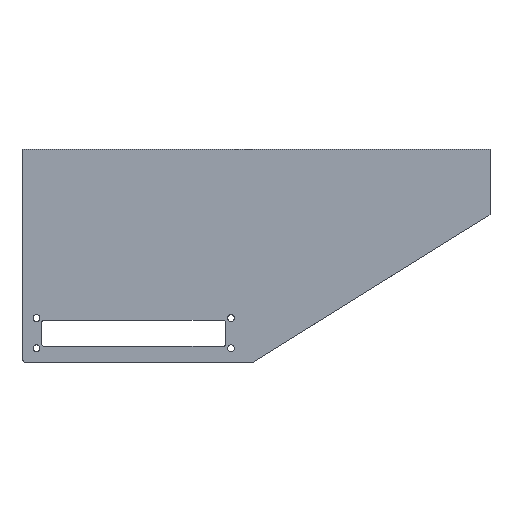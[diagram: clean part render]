
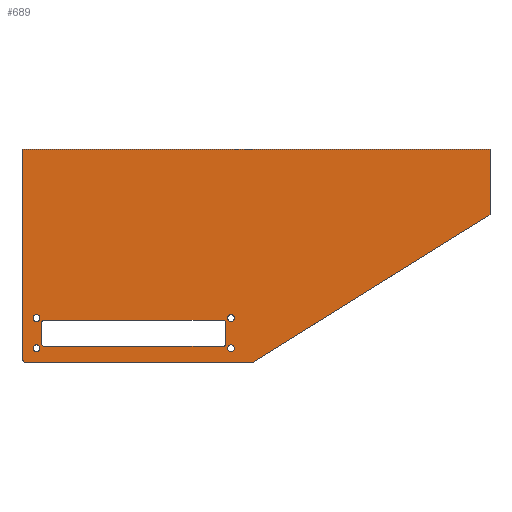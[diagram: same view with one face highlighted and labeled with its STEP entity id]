
A CAD part, top view. The second image highlights one B-rep face of the part: STEP entity #689.
In plain terms, the highlighted planar face has unit normal (0, 0, 1).
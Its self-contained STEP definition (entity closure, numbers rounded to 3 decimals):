
#49=CARTESIAN_POINT('Vertex',(153.858,-22.5,2.)) ;
#52=CARTESIAN_POINT('Line Origine',(68.929,-22.5,2.)) ;
#56=CARTESIAN_POINT('Vertex',(-16.,-22.5,2.)) ;
#76=CARTESIAN_POINT('Axis2P3D Location',(153.858,-18.5,2.)) ;
#80=CARTESIAN_POINT('Vertex',(155.97,-21.897,2.)) ;
#107=CARTESIAN_POINT('Axis2P3D Location',(-16.,-18.5,2.)) ;
#111=CARTESIAN_POINT('Vertex',(-20.,-18.5,2.)) ;
#149=CARTESIAN_POINT('Vertex',(336.,90.,2.)) ;
#152=CARTESIAN_POINT('Line Origine',(245.985,34.051,2.)) ;
#180=CARTESIAN_POINT('Vertex',(336.,140.,2.)) ;
#183=CARTESIAN_POINT('Line Origine',(336.,115.,2.)) ;
#211=CARTESIAN_POINT('Vertex',(-20.,140.,2.)) ;
#214=CARTESIAN_POINT('Line Origine',(158.,140.,2.)) ;
#231=CARTESIAN_POINT('Line Origine',(-20.,60.75,2.)) ;
#253=CARTESIAN_POINT('Line Origine',(65.,10.,2.)) ;
#257=CARTESIAN_POINT('Vertex',(133.,10.,2.)) ;
#259=CARTESIAN_POINT('Vertex',(-3.,10.,2.)) ;
#297=CARTESIAN_POINT('Vertex',(135.,8.,2.)) ;
#302=CARTESIAN_POINT('Axis2P3D Location',(133.,8.,2.)) ;
#324=CARTESIAN_POINT('Axis2P3D Location',(-3.,8.,2.)) ;
#328=CARTESIAN_POINT('Vertex',(-5.,8.,2.)) ;
#359=CARTESIAN_POINT('Vertex',(135.,-8.,2.)) ;
#364=CARTESIAN_POINT('Line Origine',(135.,0.,2.)) ;
#390=CARTESIAN_POINT('Vertex',(133.,-10.,2.)) ;
#395=CARTESIAN_POINT('Axis2P3D Location',(133.,-8.,2.)) ;
#428=CARTESIAN_POINT('Vertex',(-3.,-10.,2.)) ;
#431=CARTESIAN_POINT('Line Origine',(65.,-10.,2.)) ;
#452=CARTESIAN_POINT('Vertex',(-5.,-8.,2.)) ;
#457=CARTESIAN_POINT('Axis2P3D Location',(-3.,-8.,2.)) ;
#484=CARTESIAN_POINT('Line Origine',(-5.,0.,2.)) ;
#593=CARTESIAN_POINT('Axis2P3D Location',(0.,0.,2.)) ;
#617=CARTESIAN_POINT('Axis2P3D Location',(-9.,11.5,2.)) ;
#621=CARTESIAN_POINT('Vertex',(-6.4,11.5,2.)) ;
#623=CARTESIAN_POINT('Vertex',(-11.6,11.5,2.)) ;
#626=CARTESIAN_POINT('Axis2P3D Location',(-9.,11.5,2.)) ;
#635=CARTESIAN_POINT('Axis2P3D Location',(139.,11.5,2.)) ;
#639=CARTESIAN_POINT('Vertex',(141.6,11.5,2.)) ;
#641=CARTESIAN_POINT('Vertex',(136.4,11.5,2.)) ;
#644=CARTESIAN_POINT('Axis2P3D Location',(139.,11.5,2.)) ;
#653=CARTESIAN_POINT('Axis2P3D Location',(139.,-11.5,2.)) ;
#657=CARTESIAN_POINT('Vertex',(141.6,-11.5,2.)) ;
#659=CARTESIAN_POINT('Vertex',(136.4,-11.5,2.)) ;
#662=CARTESIAN_POINT('Axis2P3D Location',(139.,-11.5,2.)) ;
#671=CARTESIAN_POINT('Axis2P3D Location',(-9.,-11.5,2.)) ;
#675=CARTESIAN_POINT('Vertex',(-6.4,-11.5,2.)) ;
#677=CARTESIAN_POINT('Vertex',(-11.6,-11.5,2.)) ;
#680=CARTESIAN_POINT('Axis2P3D Location',(-9.,-11.5,2.)) ;
#54=VECTOR('Line Direction',#53,1.) ;
#154=VECTOR('Line Direction',#153,1.) ;
#185=VECTOR('Line Direction',#184,1.) ;
#216=VECTOR('Line Direction',#215,1.) ;
#233=VECTOR('Line Direction',#232,1.) ;
#255=VECTOR('Line Direction',#254,1.) ;
#366=VECTOR('Line Direction',#365,1.) ;
#433=VECTOR('Line Direction',#432,1.) ;
#486=VECTOR('Line Direction',#485,1.) ;
#53=DIRECTION('Vector Direction',(1.,0.,0.)) ;
#77=DIRECTION('Axis2P3D Direction',(0.,0.,1.)) ;
#108=DIRECTION('Axis2P3D Direction',(0.,0.,1.)) ;
#153=DIRECTION('Vector Direction',(0.849,0.528,0.)) ;
#184=DIRECTION('Vector Direction',(0.,1.,0.)) ;
#215=DIRECTION('Vector Direction',(-1.,0.,0.)) ;
#232=DIRECTION('Vector Direction',(0.,-1.,0.)) ;
#254=DIRECTION('Vector Direction',(1.,0.,0.)) ;
#303=DIRECTION('Axis2P3D Direction',(0.,0.,1.)) ;
#325=DIRECTION('Axis2P3D Direction',(0.,-0.,1.)) ;
#365=DIRECTION('Vector Direction',(0.,1.,0.)) ;
#396=DIRECTION('Axis2P3D Direction',(0.,0.,1.)) ;
#432=DIRECTION('Vector Direction',(-1.,0.,0.)) ;
#458=DIRECTION('Axis2P3D Direction',(0.,0.,1.)) ;
#485=DIRECTION('Vector Direction',(0.,-1.,0.)) ;
#594=DIRECTION('Axis2P3D Direction',(0.,0.,1.)) ;
#595=DIRECTION('Axis2P3D XDirection',(1.,0.,0.)) ;
#618=DIRECTION('Axis2P3D Direction',(0.,0.,1.)) ;
#627=DIRECTION('Axis2P3D Direction',(0.,0.,1.)) ;
#636=DIRECTION('Axis2P3D Direction',(0.,0.,1.)) ;
#645=DIRECTION('Axis2P3D Direction',(0.,0.,1.)) ;
#654=DIRECTION('Axis2P3D Direction',(0.,0.,1.)) ;
#663=DIRECTION('Axis2P3D Direction',(0.,0.,1.)) ;
#672=DIRECTION('Axis2P3D Direction',(0.,0.,1.)) ;
#681=DIRECTION('Axis2P3D Direction',(0.,0.,1.)) ;
#78=AXIS2_PLACEMENT_3D('Circle Axis2P3D',#76,#77,$) ;
#109=AXIS2_PLACEMENT_3D('Circle Axis2P3D',#107,#108,$) ;
#304=AXIS2_PLACEMENT_3D('Circle Axis2P3D',#302,#303,$) ;
#326=AXIS2_PLACEMENT_3D('Circle Axis2P3D',#324,#325,$) ;
#397=AXIS2_PLACEMENT_3D('Circle Axis2P3D',#395,#396,$) ;
#459=AXIS2_PLACEMENT_3D('Circle Axis2P3D',#457,#458,$) ;
#596=AXIS2_PLACEMENT_3D('Plane Axis2P3D',#593,#594,#595) ;
#619=AXIS2_PLACEMENT_3D('Circle Axis2P3D',#617,#618,$) ;
#628=AXIS2_PLACEMENT_3D('Circle Axis2P3D',#626,#627,$) ;
#637=AXIS2_PLACEMENT_3D('Circle Axis2P3D',#635,#636,$) ;
#646=AXIS2_PLACEMENT_3D('Circle Axis2P3D',#644,#645,$) ;
#655=AXIS2_PLACEMENT_3D('Circle Axis2P3D',#653,#654,$) ;
#664=AXIS2_PLACEMENT_3D('Circle Axis2P3D',#662,#663,$) ;
#673=AXIS2_PLACEMENT_3D('Circle Axis2P3D',#671,#672,$) ;
#682=AXIS2_PLACEMENT_3D('Circle Axis2P3D',#680,#681,$) ;
#55=LINE('Line',#52,#54) ;
#155=LINE('Line',#152,#154) ;
#186=LINE('Line',#183,#185) ;
#217=LINE('Line',#214,#216) ;
#234=LINE('Line',#231,#233) ;
#256=LINE('Line',#253,#255) ;
#367=LINE('Line',#364,#366) ;
#434=LINE('Line',#431,#433) ;
#487=LINE('Line',#484,#486) ;
#79=CIRCLE('generated circle',#78,4.) ;
#110=CIRCLE('generated circle',#109,4.) ;
#305=CIRCLE('generated circle',#304,2.) ;
#327=CIRCLE('generated circle',#326,2.) ;
#398=CIRCLE('generated circle',#397,2.) ;
#460=CIRCLE('generated circle',#459,2.) ;
#620=CIRCLE('generated circle',#619,2.6) ;
#629=CIRCLE('generated circle',#628,2.6) ;
#638=CIRCLE('generated circle',#637,2.6) ;
#647=CIRCLE('generated circle',#646,2.6) ;
#656=CIRCLE('generated circle',#655,2.6) ;
#665=CIRCLE('generated circle',#664,2.6) ;
#674=CIRCLE('generated circle',#673,2.6) ;
#683=CIRCLE('generated circle',#682,2.6) ;
#597=PLANE('',#596) ;
#616=FACE_BOUND('',#607,.T.) ;
#634=FACE_BOUND('',#631,.T.) ;
#652=FACE_BOUND('',#649,.T.) ;
#670=FACE_BOUND('',#667,.T.) ;
#688=FACE_BOUND('',#685,.T.) ;
#58=EDGE_CURVE('',#57,#50,#55,.T.) ;
#82=EDGE_CURVE('',#81,#50,#79,.F.) ;
#113=EDGE_CURVE('',#57,#112,#110,.F.) ;
#156=EDGE_CURVE('',#81,#150,#155,.T.) ;
#187=EDGE_CURVE('',#150,#181,#186,.T.) ;
#218=EDGE_CURVE('',#181,#212,#217,.T.) ;
#235=EDGE_CURVE('',#212,#112,#234,.T.) ;
#261=EDGE_CURVE('',#258,#260,#256,.F.) ;
#306=EDGE_CURVE('',#258,#298,#305,.F.) ;
#330=EDGE_CURVE('',#329,#260,#327,.F.) ;
#368=EDGE_CURVE('',#360,#298,#367,.T.) ;
#399=EDGE_CURVE('',#360,#391,#398,.F.) ;
#435=EDGE_CURVE('',#429,#391,#434,.F.) ;
#461=EDGE_CURVE('',#429,#453,#460,.F.) ;
#488=EDGE_CURVE('',#329,#453,#487,.T.) ;
#625=EDGE_CURVE('',#622,#624,#620,.T.) ;
#630=EDGE_CURVE('',#624,#622,#629,.T.) ;
#643=EDGE_CURVE('',#640,#642,#638,.T.) ;
#648=EDGE_CURVE('',#642,#640,#647,.T.) ;
#661=EDGE_CURVE('',#658,#660,#656,.T.) ;
#666=EDGE_CURVE('',#660,#658,#665,.T.) ;
#679=EDGE_CURVE('',#676,#678,#674,.T.) ;
#684=EDGE_CURVE('',#678,#676,#683,.T.) ;
#599=ORIENTED_EDGE('',*,*,#58,.T.) ;
#600=ORIENTED_EDGE('',*,*,#82,.F.) ;
#601=ORIENTED_EDGE('',*,*,#156,.T.) ;
#602=ORIENTED_EDGE('',*,*,#187,.T.) ;
#603=ORIENTED_EDGE('',*,*,#218,.T.) ;
#604=ORIENTED_EDGE('',*,*,#235,.T.) ;
#605=ORIENTED_EDGE('',*,*,#113,.F.) ;
#608=ORIENTED_EDGE('',*,*,#399,.T.) ;
#609=ORIENTED_EDGE('',*,*,#435,.F.) ;
#610=ORIENTED_EDGE('',*,*,#461,.T.) ;
#611=ORIENTED_EDGE('',*,*,#488,.F.) ;
#612=ORIENTED_EDGE('',*,*,#330,.T.) ;
#613=ORIENTED_EDGE('',*,*,#261,.F.) ;
#614=ORIENTED_EDGE('',*,*,#306,.T.) ;
#615=ORIENTED_EDGE('',*,*,#368,.F.) ;
#632=ORIENTED_EDGE('',*,*,#625,.F.) ;
#633=ORIENTED_EDGE('',*,*,#630,.F.) ;
#650=ORIENTED_EDGE('',*,*,#643,.F.) ;
#651=ORIENTED_EDGE('',*,*,#648,.F.) ;
#668=ORIENTED_EDGE('',*,*,#661,.F.) ;
#669=ORIENTED_EDGE('',*,*,#666,.F.) ;
#686=ORIENTED_EDGE('',*,*,#679,.F.) ;
#687=ORIENTED_EDGE('',*,*,#684,.F.) ;
#598=EDGE_LOOP('',(#599,#600,#601,#602,#603,#604,#605)) ;
#607=EDGE_LOOP('',(#608,#609,#610,#611,#612,#613,#614,#615)) ;
#631=EDGE_LOOP('',(#632,#633)) ;
#649=EDGE_LOOP('',(#650,#651)) ;
#667=EDGE_LOOP('',(#668,#669)) ;
#685=EDGE_LOOP('',(#686,#687)) ;
#50=VERTEX_POINT('',#49) ;
#57=VERTEX_POINT('',#56) ;
#81=VERTEX_POINT('',#80) ;
#112=VERTEX_POINT('',#111) ;
#150=VERTEX_POINT('',#149) ;
#181=VERTEX_POINT('',#180) ;
#212=VERTEX_POINT('',#211) ;
#258=VERTEX_POINT('',#257) ;
#260=VERTEX_POINT('',#259) ;
#298=VERTEX_POINT('',#297) ;
#329=VERTEX_POINT('',#328) ;
#360=VERTEX_POINT('',#359) ;
#391=VERTEX_POINT('',#390) ;
#429=VERTEX_POINT('',#428) ;
#453=VERTEX_POINT('',#452) ;
#622=VERTEX_POINT('',#621) ;
#624=VERTEX_POINT('',#623) ;
#640=VERTEX_POINT('',#639) ;
#642=VERTEX_POINT('',#641) ;
#658=VERTEX_POINT('',#657) ;
#660=VERTEX_POINT('',#659) ;
#676=VERTEX_POINT('',#675) ;
#678=VERTEX_POINT('',#677) ;
#689=ADVANCED_FACE('Corps principal',(#606,#616,#634,#652,#670,#688),#597,.T.) ;
#606=FACE_OUTER_BOUND('',#598,.T.) ;
